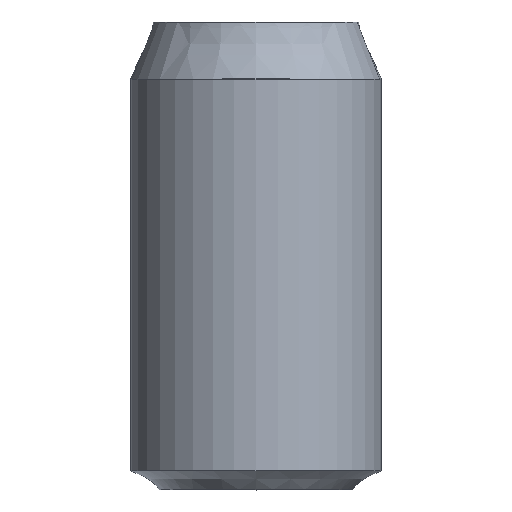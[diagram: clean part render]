
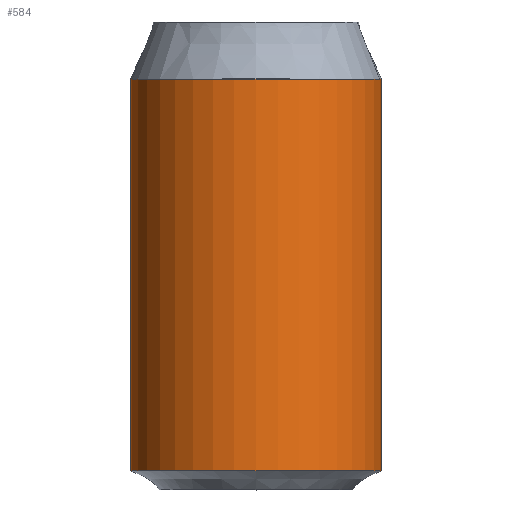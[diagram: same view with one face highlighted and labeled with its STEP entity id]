
A CAD part, top view. The second image highlights one B-rep face of the part: STEP entity #584.
In plain terms, the highlighted cylindrical face has radius 33 mm (diameter 66 mm), a partial arc.
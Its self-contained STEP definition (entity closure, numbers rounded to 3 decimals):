
#39 = ORIENTED_EDGE ( 'NONE', *, *, #137, .T. ) ;
#42 = CARTESIAN_POINT ( 'NONE',  ( 0., 51.5, 0. ) ) ;
#48 = CIRCLE ( 'NONE', #521, 33. ) ;
#49 = DIRECTION ( 'NONE',  ( 0., 1., 0. ) ) ;
#51 = VERTEX_POINT ( 'NONE', #911 ) ;
#93 = CYLINDRICAL_SURFACE ( 'NONE', #505, 33. ) ;
#111 = CARTESIAN_POINT ( 'NONE',  ( -33., 66.5, 0. ) ) ;
#129 = EDGE_CURVE ( 'NONE', #792, #331, #277, .T. ) ;
#137 = EDGE_CURVE ( 'NONE', #334, #792, #303, .T. ) ;
#151 = VECTOR ( 'NONE', #444, 1000. ) ;
#197 = ORIENTED_EDGE ( 'NONE', *, *, #129, .T. ) ;
#211 = CARTESIAN_POINT ( 'NONE',  ( 33., 66.5, 0. ) ) ;
#277 = LINE ( 'NONE', #211, #1001 ) ;
#303 = CIRCLE ( 'NONE', #766, 33. ) ;
#331 = VERTEX_POINT ( 'NONE', #1029 ) ;
#334 = VERTEX_POINT ( 'NONE', #387 ) ;
#355 = DIRECTION ( 'NONE',  ( -1., 0., 0. ) ) ;
#370 = DIRECTION ( 'NONE',  ( 0., 1., 0. ) ) ;
#387 = CARTESIAN_POINT ( 'NONE',  ( -33., -51.5, 0. ) ) ;
#430 = EDGE_LOOP ( 'NONE', ( #39, #197, #751, #966 ) ) ;
#436 = FACE_OUTER_BOUND ( 'NONE', #430, .T. ) ;
#444 = DIRECTION ( 'NONE',  ( 0., 1., 0. ) ) ;
#456 = CARTESIAN_POINT ( 'NONE',  ( 0., -51.5, 0. ) ) ;
#505 = AXIS2_PLACEMENT_3D ( 'NONE', #582, #513, #355 ) ;
#513 = DIRECTION ( 'NONE',  ( 0., 1., 0. ) ) ;
#521 = AXIS2_PLACEMENT_3D ( 'NONE', #42, #778, #1030 ) ;
#582 = CARTESIAN_POINT ( 'NONE',  ( 0., 66.5, 0. ) ) ;
#584 = ADVANCED_FACE ( 'NONE', ( #436 ), #93, .T. ) ;
#686 = DIRECTION ( 'NONE',  ( -1., 0., 0. ) ) ;
#751 = ORIENTED_EDGE ( 'NONE', *, *, #948, .F. ) ;
#766 = AXIS2_PLACEMENT_3D ( 'NONE', #456, #49, #686 ) ;
#778 = DIRECTION ( 'NONE',  ( 0., 1., 0. ) ) ;
#792 = VERTEX_POINT ( 'NONE', #995 ) ;
#841 = LINE ( 'NONE', #111, #151 ) ;
#872 = EDGE_CURVE ( 'NONE', #334, #51, #841, .T. ) ;
#911 = CARTESIAN_POINT ( 'NONE',  ( -33., 51.5, 0. ) ) ;
#948 = EDGE_CURVE ( 'NONE', #51, #331, #48, .T. ) ;
#966 = ORIENTED_EDGE ( 'NONE', *, *, #872, .F. ) ;
#995 = CARTESIAN_POINT ( 'NONE',  ( 33., -51.5, 0. ) ) ;
#1001 = VECTOR ( 'NONE', #370, 1000. ) ;
#1029 = CARTESIAN_POINT ( 'NONE',  ( 33., 51.5, 0. ) ) ;
#1030 = DIRECTION ( 'NONE',  ( -1., 0., 0. ) ) ;
